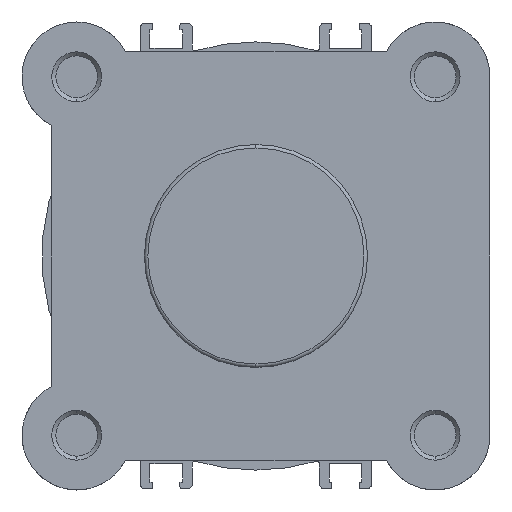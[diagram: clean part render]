
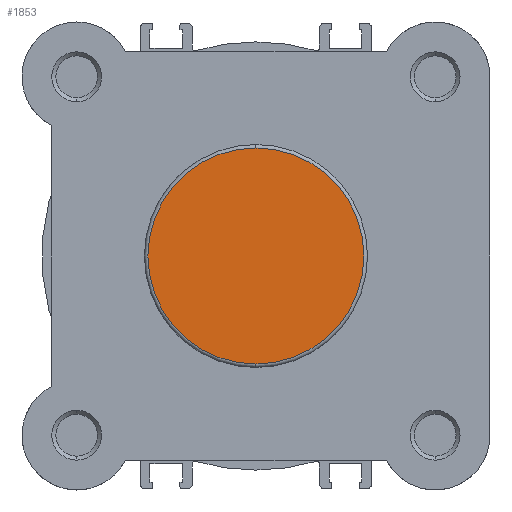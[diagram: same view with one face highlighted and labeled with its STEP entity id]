
A CAD part, left-side view. The second image highlights one B-rep face of the part: STEP entity #1853.
In plain terms, the highlighted planar face has unit normal (-1, 0, 0).
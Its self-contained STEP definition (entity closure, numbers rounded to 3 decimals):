
#413 = FACE_OUTER_BOUND ( 'NONE', #6383, .T. ) ;
#1028 = CIRCLE ( 'NONE', #3896, 21.7 ) ;
#1036 = CIRCLE ( 'NONE', #3822, 21.7 ) ;
#1853 = ADVANCED_FACE ( 'NONE', ( #413 ), #3310, .F. ) ;
#2219 = CARTESIAN_POINT ( 'NONE',  ( 0., 0., 21.7 ) ) ;
#2495 = CARTESIAN_POINT ( 'NONE',  ( 0., 0., -21.7 ) ) ;
#3309 = DIRECTION ( 'NONE',  ( 0., 0., -1. ) ) ;
#3310 = PLANE ( 'NONE',  #4702 ) ;
#3313 = DIRECTION ( 'NONE',  ( 1., 0., 0. ) ) ;
#3351 = CARTESIAN_POINT ( 'NONE',  ( 0., 22.4, 0. ) ) ;
#3822 = AXIS2_PLACEMENT_3D ( 'NONE', #5291, #5307, #5288 ) ;
#3896 = AXIS2_PLACEMENT_3D ( 'NONE', #5292, #5261, #5298 ) ;
#4449 = EDGE_CURVE ( 'NONE', #5231, #4881, #1028, .T. ) ;
#4455 = EDGE_CURVE ( 'NONE', #4881, #5231, #1036, .T. ) ;
#4702 = AXIS2_PLACEMENT_3D ( 'NONE', #3351, #3313, #3309 ) ;
#4881 = VERTEX_POINT ( 'NONE', #2495 ) ;
#5231 = VERTEX_POINT ( 'NONE', #2219 ) ;
#5261 = DIRECTION ( 'NONE',  ( -1., 0., 0. ) ) ;
#5288 = DIRECTION ( 'NONE',  ( 0., 0., -1. ) ) ;
#5291 = CARTESIAN_POINT ( 'NONE',  ( 0., 0., 0. ) ) ;
#5292 = CARTESIAN_POINT ( 'NONE',  ( 0., 0., 0. ) ) ;
#5298 = DIRECTION ( 'NONE',  ( 0., 0., -1. ) ) ;
#5307 = DIRECTION ( 'NONE',  ( -1., 0., 0. ) ) ;
#6112 = ORIENTED_EDGE ( 'NONE', *, *, #4455, .T. ) ;
#6115 = ORIENTED_EDGE ( 'NONE', *, *, #4449, .T. ) ;
#6383 = EDGE_LOOP ( 'NONE', ( #6112, #6115 ) ) ;
